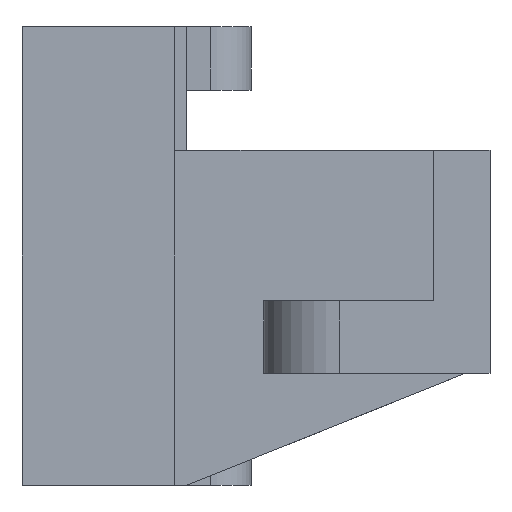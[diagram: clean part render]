
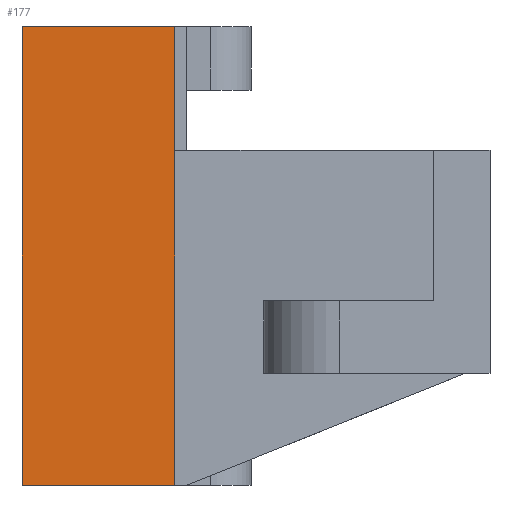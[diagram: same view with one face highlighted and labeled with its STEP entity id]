
A CAD part, front view. The second image highlights one B-rep face of the part: STEP entity #177.
In plain terms, the highlighted planar face has unit normal (0, -1, 0).
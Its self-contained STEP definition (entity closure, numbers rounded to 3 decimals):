
#104=PLANE('',#1604);
#177=ADVANCED_FACE('',(#249),#104,.T.);
#249=FACE_OUTER_BOUND('',#322,.T.);
#322=EDGE_LOOP('',(#905,#906,#907,#908));
#452=LINE('',#2257,#645);
#455=LINE('',#2262,#648);
#456=LINE('',#2264,#649);
#457=LINE('',#2266,#650);
#645=VECTOR('',#1817,1.);
#648=VECTOR('',#1822,1.);
#649=VECTOR('',#1823,1.);
#650=VECTOR('',#1824,1.);
#905=ORIENTED_EDGE('',*,*,#1413,.T.);
#906=ORIENTED_EDGE('',*,*,#1410,.T.);
#907=ORIENTED_EDGE('',*,*,#1414,.T.);
#908=ORIENTED_EDGE('',*,*,#1415,.F.);
#1245=VERTEX_POINT('',#2256);
#1246=VERTEX_POINT('',#2258);
#1247=VERTEX_POINT('',#2263);
#1248=VERTEX_POINT('',#2265);
#1410=EDGE_CURVE('',#1246,#1245,#452,.T.);
#1413=EDGE_CURVE('',#1247,#1246,#455,.T.);
#1414=EDGE_CURVE('',#1245,#1248,#456,.T.);
#1415=EDGE_CURVE('',#1247,#1248,#457,.T.);
#1604=AXIS2_PLACEMENT_3D('',#2267,#1825,#1826);
#1817=DIRECTION('',(0.,0.,1.));
#1822=DIRECTION('',(1.,0.,0.));
#1823=DIRECTION('',(-1.,0.,0.));
#1824=DIRECTION('',(0.,0.,1.));
#1825=DIRECTION('',(0.,-1.,0.));
#1826=DIRECTION('',(1.,0.,0.));
#2256=CARTESIAN_POINT('',(-5.32,-0.47,8.85));
#2257=CARTESIAN_POINT('',(-5.32,-0.47,-5.95));
#2258=CARTESIAN_POINT('',(-5.32,-0.47,-5.95));
#2262=CARTESIAN_POINT('',(-10.25,-0.47,-5.95));
#2263=CARTESIAN_POINT('',(-10.25,-0.47,-5.95));
#2264=CARTESIAN_POINT('',(-5.32,-0.47,8.85));
#2265=CARTESIAN_POINT('',(-10.25,-0.47,8.85));
#2266=CARTESIAN_POINT('',(-10.25,-0.47,-5.95));
#2267=CARTESIAN_POINT('',(-10.25,-0.47,-5.95));
